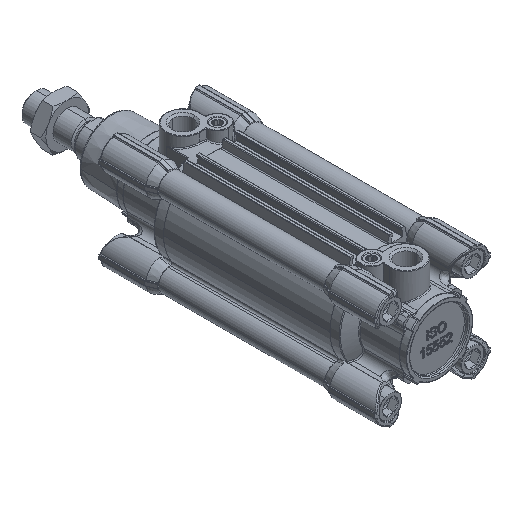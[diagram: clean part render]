
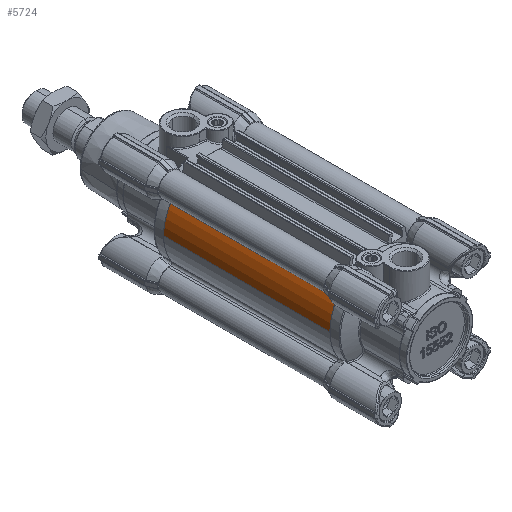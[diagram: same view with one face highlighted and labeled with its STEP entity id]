
A CAD part, isometric view. The second image highlights one B-rep face of the part: STEP entity #5724.
In plain terms, the highlighted cylindrical face has radius 27 mm (diameter 54 mm), a partial arc.
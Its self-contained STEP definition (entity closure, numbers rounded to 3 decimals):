
#350 = ORIENTED_EDGE ( 'NONE', *, *, #81334, .T. ) ;
#2936 = AXIS2_PLACEMENT_3D ( 'NONE', #96081, #87761, #104976 ) ;
#5415 = VERTEX_POINT ( 'NONE', #101020 ) ;
#5724 = ADVANCED_FACE ( 'NONE', ( #25198 ), #60820, .T. ) ;
#6374 = EDGE_CURVE ( 'NONE', #67262, #5415, #98945, .T. ) ;
#7973 = DIRECTION ( 'NONE',  ( 0., -1., 0. ) ) ;
#15342 = AXIS2_PLACEMENT_3D ( 'NONE', #85877, #84786, #93666 ) ;
#19513 = DIRECTION ( 'NONE',  ( 0., 1., 0. ) ) ;
#21846 = CARTESIAN_POINT ( 'NONE',  ( -22.483, 125., 14.95 ) ) ;
#22802 = AXIS2_PLACEMENT_3D ( 'NONE', #33607, #7973, #66997 ) ;
#25198 = FACE_OUTER_BOUND ( 'NONE', #51025, .T. ) ;
#26576 = LINE ( 'NONE', #33283, #43309 ) ;
#28435 = VERTEX_POINT ( 'NONE', #21846 ) ;
#28479 = ORIENTED_EDGE ( 'NONE', *, *, #6374, .F. ) ;
#33283 = CARTESIAN_POINT ( 'NONE',  ( -22.483, 81., 14.95 ) ) ;
#33607 = CARTESIAN_POINT ( 'NONE',  ( 0., 125., 0. ) ) ;
#38063 = VECTOR ( 'NONE', #19513, 1000. ) ;
#43309 = VECTOR ( 'NONE', #85595, 1000. ) ;
#49826 = CARTESIAN_POINT ( 'NONE',  ( -27., 125., 0. ) ) ;
#51025 = EDGE_LOOP ( 'NONE', ( #76700, #28479, #350, #80802 ) ) ;
#55176 = LINE ( 'NONE', #78578, #38063 ) ;
#60820 = CYLINDRICAL_SURFACE ( 'NONE', #15342, 27. ) ;
#66997 = DIRECTION ( 'NONE',  ( 1., 0., 0. ) ) ;
#67262 = VERTEX_POINT ( 'NONE', #95593 ) ;
#70683 = EDGE_CURVE ( 'NONE', #28435, #90648, #99221, .T. ) ;
#76700 = ORIENTED_EDGE ( 'NONE', *, *, #80150, .F. ) ;
#78578 = CARTESIAN_POINT ( 'NONE',  ( -27., 81., 0. ) ) ;
#80150 = EDGE_CURVE ( 'NONE', #5415, #90648, #55176, .T. ) ;
#80802 = ORIENTED_EDGE ( 'NONE', *, *, #70683, .T. ) ;
#81334 = EDGE_CURVE ( 'NONE', #67262, #28435, #26576, .T. ) ;
#84786 = DIRECTION ( 'NONE',  ( 0., 1., 0. ) ) ;
#85595 = DIRECTION ( 'NONE',  ( 0., 1., 0. ) ) ;
#85877 = CARTESIAN_POINT ( 'NONE',  ( 0., 81., 0. ) ) ;
#87761 = DIRECTION ( 'NONE',  ( 0., -1., 0. ) ) ;
#90648 = VERTEX_POINT ( 'NONE', #49826 ) ;
#93666 = DIRECTION ( 'NONE',  ( -1., 0., 0. ) ) ;
#95593 = CARTESIAN_POINT ( 'NONE',  ( -22.483, 31., 14.95 ) ) ;
#96081 = CARTESIAN_POINT ( 'NONE',  ( 0., 31., 0. ) ) ;
#98945 = CIRCLE ( 'NONE', #2936, 27. ) ;
#99221 = CIRCLE ( 'NONE', #22802, 27. ) ;
#101020 = CARTESIAN_POINT ( 'NONE',  ( -27., 31., 0. ) ) ;
#104976 = DIRECTION ( 'NONE',  ( 1., 0., 0. ) ) ;
